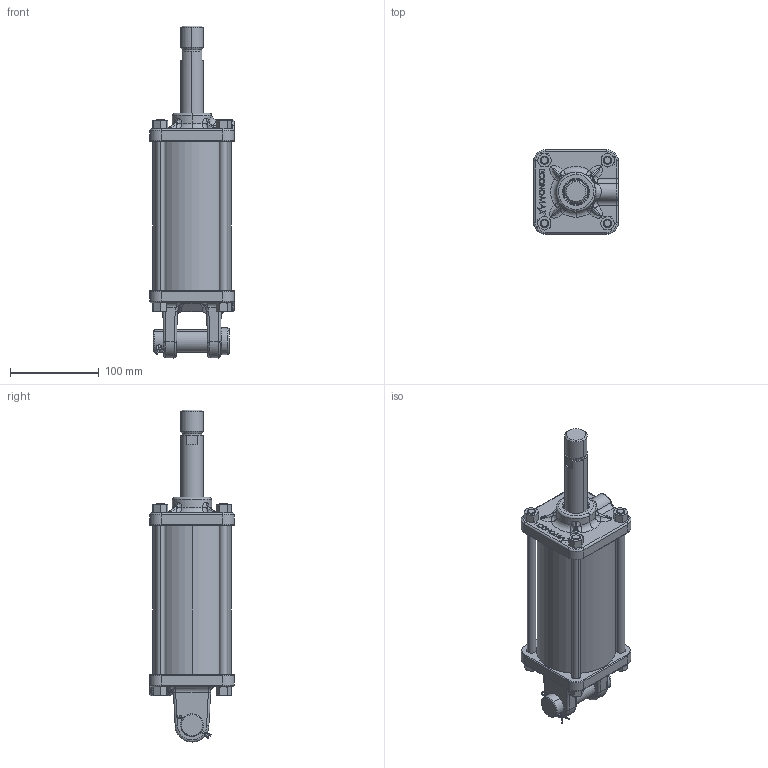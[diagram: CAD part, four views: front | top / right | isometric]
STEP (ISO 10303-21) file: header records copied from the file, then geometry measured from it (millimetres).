
FILE_DESCRIPTION (( 'STEP AP203' ), '1' );
FILE_NAME ('EA32N0538FN4OS-12.875.STEP', '2021-10-19T11:34:24', ( '' ), ( '' ), 'SwSTEP 2.0', 'SolidWorks 2021', '' );
FILE_SCHEMA (( 'CONFIG_CONTROL_DESIGN' ));
Length unit declared in the file: inch
Products named in the file (11): E325C AS CAST MACHINED REV3-1.0 PIN; 038HEXNUTSS; E325H AS CAST RIBS MACHINED REV3; EA32N0538FN4OS-12.875-ROD; EA32N0538FN4OS-12.875; 18cotter pin X 1; APT32-0.75-16; EA32N0538FN4OS-12.875-TUBE; CLPY-1000-3000; EA32N0538FN4OS-12.875-TIEROD
Assembly tree (20 placements, depth 3):
  EA32N0538FN4OS-12.875
    E325C AS CAST MACHINED REV3-1.0 PIN
    E325H AS CAST RIBS MACHINED REV3
    APT32-0.75-16
    EA32N0538FN4OS-12.875-ROD
    EA32N0538FN4OS-12.875-TUBE
    EA32N0538FN4OS-12.875-TIEROD  x4
    038HEXNUTSS  x8
    CLPY-1000-3000
      CLPY-1000-3000
      18cotter pin X 1
Bounding box: 95.25 x 95.25 x 374.57 mm (x, y, z)
Volume: 853816.9 mm3; surface area: 259281.3 mm2
Topology: 19 solids, 19 shells, 1189 faces, 2750 edges, 1636 vertices
Faces by surface type: cone 492, plane 286, cylinder 152, bspline 136, torus 121, sphere 2
Entity records: 35525 total; most frequent: CARTESIAN_POINT 17238, ORIENTED_EDGE 3568, DIRECTION 3414, EDGE_CURVE 1784, AXIS2_PLACEMENT_3D 1341, VERTEX_POINT 1080, EDGE_LOOP 854, FACE_OUTER_BOUND 773
